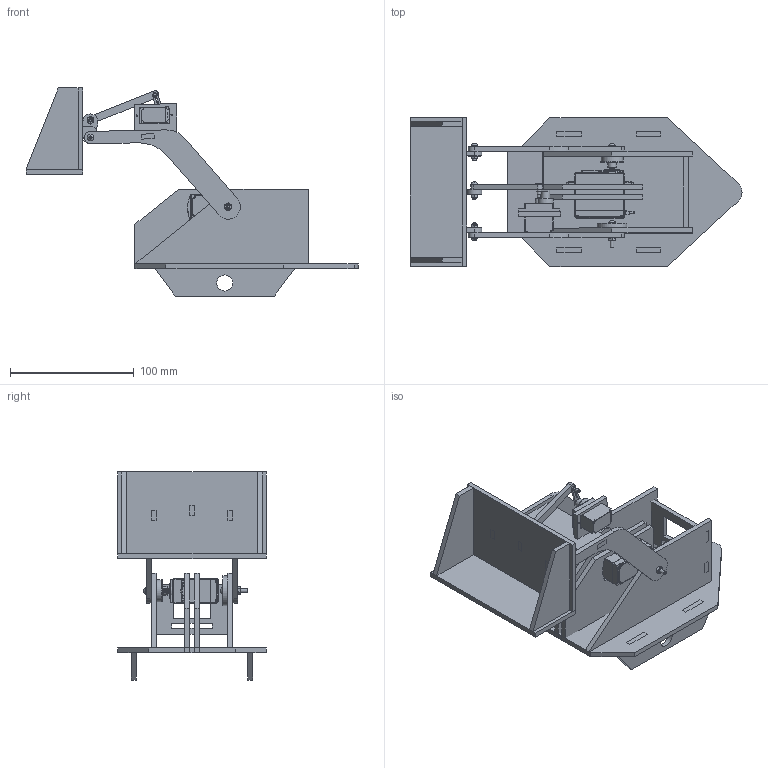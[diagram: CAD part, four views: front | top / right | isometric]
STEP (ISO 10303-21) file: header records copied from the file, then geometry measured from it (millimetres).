
FILE_DESCRIPTION(('STEP AP242'), '1');
FILE_NAME('Ïîäúåìíèê â ñáîðå', '', ('UNSPECIFIED'), ('UNSPECIFIED'), 'C3D Converter', 'C3D Toolkit', '');
FILE_SCHEMA(('AP242_MANAGED_MODEL_BASED_3D_ENGINEERING_MIM_LF { 1 0 10303 442 1 1 4 }'));
Length unit declared in the file: millimetre
Products named in the file (30): МГТУ.ДП.02.00.000; МГТУ.ДП.02.02.000; МГТУ.ДП.02.02.003; МГТУ.ДП.02.02.002; МГТУ.ДП.02.02.001; МГТУ.ДП.02.01.000; МГТУ.ДП.02.01.001; МГТУ.ДП.02.01.002; МГТУ.ДП.02.01.003; МГТУ.ДП.02.01.004; SG90_Arm_01_Custom; SG90_Model_A; МГТУ.ДП.02.00.001; MG995; МГТУ.ДП.02.00.003; МГТУ.ДП.02.00.002; Передняя рама; А1; B2; А3; А2; А4; Колесо
Assembly tree (43 placements, depth 3):
  МГТУ.ДП.02.00.000
    МГТУ.ДП.02.02.000
      МГТУ.ДП.02.02.003  x2
      МГТУ.ДП.02.02.002
      МГТУ.ДП.02.02.001
    МГТУ.ДП.02.01.000
      МГТУ.ДП.02.01.001
      МГТУ.ДП.02.01.002
      МГТУ.ДП.02.01.003  x2
      МГТУ.ДП.02.01.004  x3
    SG90_Arm_01_Custom
    SG90_Model_A
    МГТУ.ДП.02.00.001
    (unnamed)  x3
    (unnamed)  x4
    (unnamed)
    MG995
    МГТУ.ДП.02.00.003  x3
    МГТУ.ДП.02.00.000
    МГТУ.ДП.02.00.002
    (unnamed)
    (unnamed)
    Передняя рама
      А1
      B2  x2
      А3
      А2  x2
      А4  x2
      Колесо
      Колесо
Bounding box: 267.93 x 120 x 167.9 mm (x, y, z)
Volume: 324280.2 mm3; surface area: 180582.7 mm2
Topology: 38 solids, 38 shells, 1092 faces, 2825 edges, 1844 vertices
Faces by surface type: plane 697, cylinder 276, cone 63, torus 34, bspline 11, sphere 11
Full cylindrical faces by diameter (mm): 1 x3, 1.1 x3, 1.2 x6, 1.5 x6, 1.8 x1, 2.459 x4, 2.5 x1, 3 x6, 3.5 x12, 4 x1, 4.6 x1, 4.7 x1, 5 x1, 5.5 x5, 5.6 x1, 7 x2, 10 x1, 12 x1, 13 x2, 17.8 x3, 18 x3, 24 x1
Entity records: 44836 total; most frequent: CARTESIAN_POINT 16114, ORIENTED_EDGE 4530, DIRECTION 4349, EDGE_CURVE 2265, VERTEX_POINT 1519, LINE 1453, VECTOR 1453, AXIS2_PLACEMENT_3D 1448
